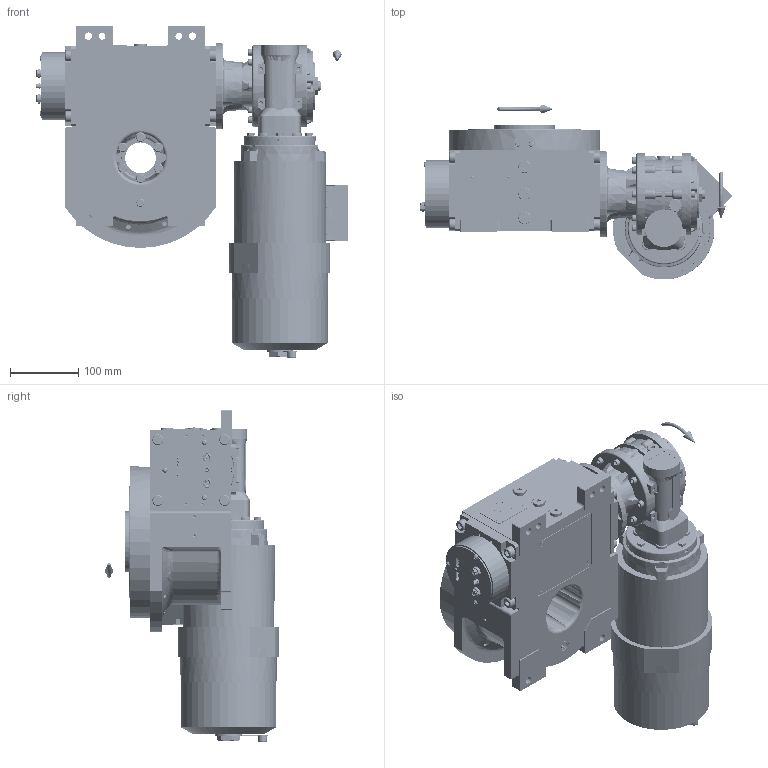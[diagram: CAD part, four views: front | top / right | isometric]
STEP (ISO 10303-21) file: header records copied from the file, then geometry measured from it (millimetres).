
FILE_DESCRIPTION (( 'STEP AP203' ), '1' );
FILE_NAME ('PC5201532.step', '2025-09-29T07:56:55', ( '' ), ( '' ), 'SwSTEP 2.0', 'SolidWorks 2020', '' );
FILE_SCHEMA (( 'CONFIG_CONTROL_DESIGN' ));
Length unit declared in the file: millimetre
Products named in the file (86): cfn2400_34_001; CFN2008_01_002.stp; 900_38_30_005.stp; cfn2128_04_004; rig06_017; freccia_angolare_albero; cfn2000_01_126; rig06_007_master; cfn2000_01_103; cfn2151_01_090; AS_rig06_017; cfn2115_01_005; cfn2003_01_054; RIG06_005_ASM.stp; cfn2107_01_001; cfn2151_01_109; cfn2151_01_290; CFN2000_01_185.stp; BA71B14; rig06_071_10_m_asm.stp; rig06_004; cfn2400_34_001.stp; cfn2115_02_165; cfn2000_01_124; rig06_001_a; cfn2104_01_016; rig06_004_s_001; 900_38_10_023.stp; AS_rig06_016; CFN2010_01_012.stp; cfn2070_05_005; cfn2155_01_056; cfn2276_01_074; CFN2010_02_002.stp; CFN2104_02_017.stp; AS_rig06_004_s_001; CFN2000_01_183.stp; rig06_002_bl_001; olio_agip_blasia_150; cfn2128_19_002 ...
Assembly tree (82 placements, depth 5):
  rig06_007_master
  cfn2151_01_090
  cfn2151_01_109
  cfn2151_01_290
  cfn2115_02_165
Bounding box: 457.91 x 256 x 486.18 mm (x, y, z)
Volume: 8066758 mm3; surface area: 1208757 mm2
Topology: 72 solids, 72 shells, 4769 faces, 12019 edges, 7631 vertices
Faces by surface type: plane 2056, cylinder 1655, cone 805, torus 189, bspline 44, sphere 20
Entity records: 162742 total; most frequent: CARTESIAN_POINT 43622, DIRECTION 23207, ORIENTED_EDGE 22806, EDGE_CURVE 11403, AXIS2_PLACEMENT_3D 8685, VERTEX_POINT 7334, LINE 5837, VECTOR 5837
